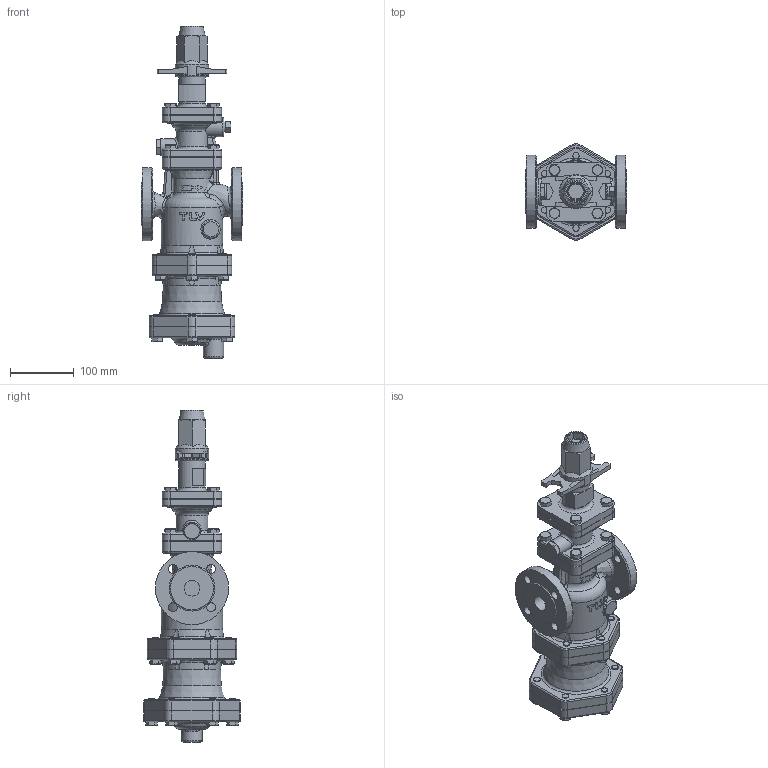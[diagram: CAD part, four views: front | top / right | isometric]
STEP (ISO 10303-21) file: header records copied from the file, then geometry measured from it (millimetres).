
FILE_DESCRIPTION(/* description */ (''),/* implementation_level */ '2;1');
FILE_NAME(/* name */ 'cos3x-025-e0040-00.stp',/* time_stamp */ '2017-11-10T11:16:03+09:00',/* author */ ('nakaot'),/* organization */ (''),/* preprocessor_version */ 'ST-DEVELOPER v15.6',/* originating_system */ 'Autodesk Inventor 2015',/* authorisation */ '');
FILE_SCHEMA (('CONFIG_CONTROL_DESIGN'));
Length unit declared in the file: millimetre
Products named in the file (1): cos3x-025-e0040-00
Bounding box: 160 x 152.01 x 522 mm (x, y, z)
Volume: 3459614.4 mm3; surface area: 341799 mm2
Topology: 1 solids, 1 shells, 964 faces, 2330 edges, 1444 vertices
Faces by surface type: plane 357, cylinder 235, cone 162, bspline 101, torus 99, sphere 10
Full cylindrical faces by diameter (mm): 10 x40, 12 x20, 14 x8, 17.475 x1, 25 x2, 27 x1, 30 x1, 32 x1, 42 x1, 52 x1, 62.069 x1, 70 x1, 90 x2, 96 x1, 115 x2
Entity records: 39907 total; most frequent: CARTESIAN_POINT 19211, ORIENTED_EDGE 4350, DIRECTION 4092, EDGE_CURVE 2175, AXIS2_PLACEMENT_3D 1682, VERTEX_POINT 1402, EDGE_LOOP 1209, FACE_OUTER_BOUND 964
